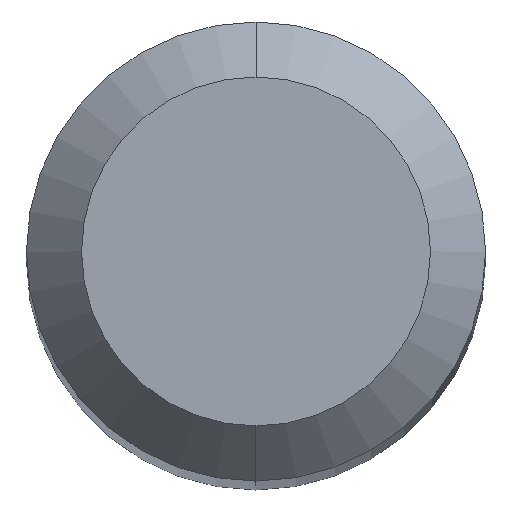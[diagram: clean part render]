
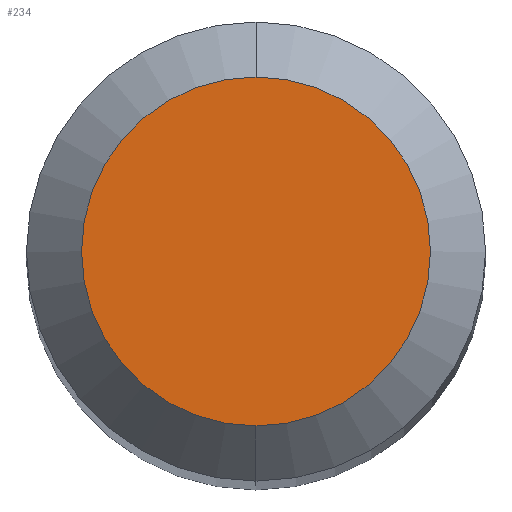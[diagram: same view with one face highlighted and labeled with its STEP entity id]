
A CAD part, top view. The second image highlights one B-rep face of the part: STEP entity #234.
In plain terms, the highlighted planar face has unit normal (0, 0, 1).
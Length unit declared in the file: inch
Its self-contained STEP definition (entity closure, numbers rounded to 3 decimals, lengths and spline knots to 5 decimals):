
#26 = ORIENTED_EDGE ( 'NONE', *, *, #286, .T. ) ;
#58 = PLANE ( 'NONE',  #254 ) ;
#108 = DIRECTION ( 'NONE',  ( 0., 0., 1. ) ) ;
#138 = EDGE_LOOP ( 'NONE', ( #26, #393 ) ) ;
#153 = AXIS2_PLACEMENT_3D ( 'NONE', #233, #306, #377 ) ;
#156 = CARTESIAN_POINT ( 'NONE',  ( 0., 0., 0. ) ) ;
#201 = AXIS2_PLACEMENT_3D ( 'NONE', #156, #108, #264 ) ;
#205 = CIRCLE ( 'NONE', #201, 0.0475 ) ;
#233 = CARTESIAN_POINT ( 'NONE',  ( 0., 0., 0. ) ) ;
#234 = ADVANCED_FACE ( 'NONE', ( #417 ), #58, .F. ) ;
#254 = AXIS2_PLACEMENT_3D ( 'NONE', #379, #332, #501 ) ;
#264 = DIRECTION ( 'NONE',  ( 0., -1., 0. ) ) ;
#286 = EDGE_CURVE ( 'NONE', #329, #509, #205, .T. ) ;
#297 = CARTESIAN_POINT ( 'NONE',  ( 0., -0.0475, 0. ) ) ;
#306 = DIRECTION ( 'NONE',  ( 0., 0., 1. ) ) ;
#329 = VERTEX_POINT ( 'NONE', #438 ) ;
#332 = DIRECTION ( 'NONE',  ( 0., 0., -1. ) ) ;
#377 = DIRECTION ( 'NONE',  ( 0., -1., 0. ) ) ;
#379 = CARTESIAN_POINT ( 'NONE',  ( 0., 0.0475, 0. ) ) ;
#393 = ORIENTED_EDGE ( 'NONE', *, *, #460, .T. ) ;
#417 = FACE_OUTER_BOUND ( 'NONE', #138, .T. ) ;
#438 = CARTESIAN_POINT ( 'NONE',  ( 0., 0.0475, 0. ) ) ;
#447 = CIRCLE ( 'NONE', #153, 0.0475 ) ;
#460 = EDGE_CURVE ( 'NONE', #509, #329, #447, .T. ) ;
#501 = DIRECTION ( 'NONE',  ( 0., 1., 0. ) ) ;
#509 = VERTEX_POINT ( 'NONE', #297 ) ;
